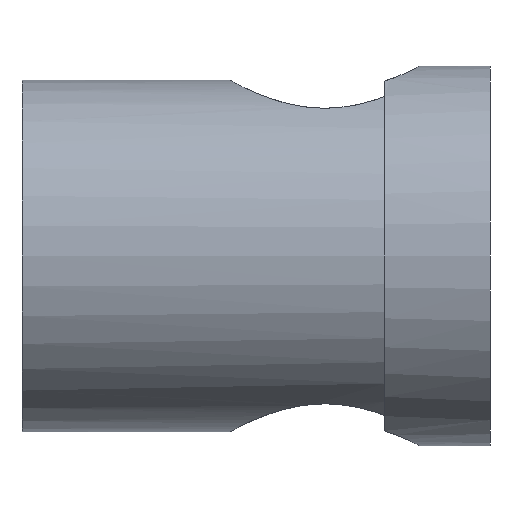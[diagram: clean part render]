
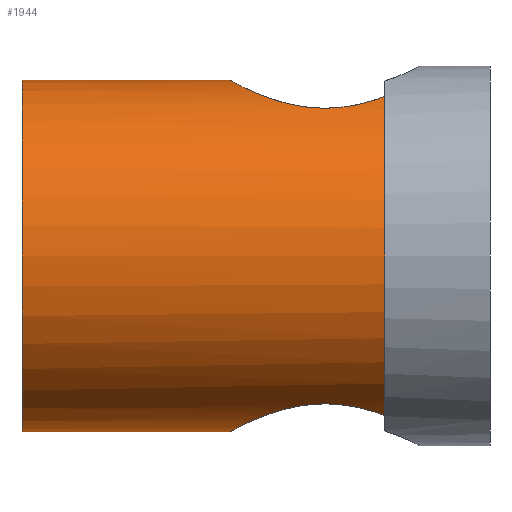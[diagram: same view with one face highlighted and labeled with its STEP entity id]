
A CAD part, left-side view. The second image highlights one B-rep face of the part: STEP entity #1944.
In plain terms, the highlighted cylindrical face has radius 25 mm (diameter 50 mm), a full revolution.
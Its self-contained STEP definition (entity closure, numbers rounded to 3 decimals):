
#83=CIRCLE('',#2098,25.);
#84=CIRCLE('',#2099,25.);
#87=CIRCLE('',#2104,25.);
#88=CIRCLE('',#2106,25.);
#89=CIRCLE('',#2107,25.);
#173=FACE_OUTER_BOUND('',#279,.T.);
#279=EDGE_LOOP('',(#1443,#1444,#1445,#1446,#1447,#1448,#1449,#1450,#1451,
#1452,#1453,#1454));
#442=B_SPLINE_CURVE_WITH_KNOTS('',3,(#4502,#4503,#4504,#4505,#4506,#4507,
#4508,#4509,#4510,#4511,#4512,#4513,#4514,#4515,#4516,#4517,#4518,#4519,
#4520,#4521,#4522,#4523,#4524,#4525,#4526,#4527,#4528,#4529,#4530,#4531,
#4532,#4533),.UNSPECIFIED.,.F.,.F.,(4,2,2,2,2,2,2,2,2,2,2,2,2,2,2,4),(3.268,
3.646,3.907,4.168,4.429,4.69,
5.212,5.732,5.992,6.252,6.512,
6.772,7.292,7.814,8.075,8.336),
 .UNSPECIFIED.);
#443=B_SPLINE_CURVE_WITH_KNOTS('',3,(#4534,#4535,#4536,#4537,#4538,#4539,
#4540,#4541),.UNSPECIFIED.,.F.,.F.,(4,2,2,4),(0.,0.261,0.522,
0.9),.UNSPECIFIED.);
#444=B_SPLINE_CURVE_WITH_KNOTS('',3,(#4543,#4544,#4545,#4546,#4547,#4548,
#4549,#4550),.UNSPECIFIED.,.F.,.F.,(4,2,2,4),(7.436,7.814,
8.075,8.336),.UNSPECIFIED.);
#445=B_SPLINE_CURVE_WITH_KNOTS('',3,(#4552,#4553,#4554,#4555,#4556,#4557,
#4558,#4559,#4560,#4561,#4562,#4563,#4564,#4565),.UNSPECIFIED.,.F.,.F.,
(4,2,2,2,2,2,4),(8.336,8.597,8.858,9.38,
9.9,10.16,10.42),.UNSPECIFIED.);
#446=B_SPLINE_CURVE_WITH_KNOTS('',3,(#4566,#4567,#4568,#4569,#4570,#4571,
#4572,#4573,#4574,#4575,#4576,#4577,#4578,#4579,#4580,#4581,#4582,#4583,
#4584,#4585),.UNSPECIFIED.,.F.,.F.,(4,2,2,2,2,2,2,2,2,4),(2.084,
2.344,2.604,3.124,3.646,3.907,
4.168,4.429,4.69,5.068),
 .UNSPECIFIED.);
#576=LINE('',#4500,#651);
#651=VECTOR('',#2445,25.);
#827=VERTEX_POINT('',#4431);
#831=VERTEX_POINT('',#4438);
#832=VERTEX_POINT('',#4440);
#837=VERTEX_POINT('',#4490);
#838=VERTEX_POINT('',#4492);
#839=VERTEX_POINT('',#4496);
#840=VERTEX_POINT('',#4497);
#841=VERTEX_POINT('',#4501);
#842=VERTEX_POINT('',#4542);
#843=VERTEX_POINT('',#4551);
#1074=EDGE_CURVE('',#832,#831,#83,.T.);
#1075=EDGE_CURVE('',#827,#832,#84,.T.);
#1083=EDGE_CURVE('',#838,#837,#87,.T.);
#1085=EDGE_CURVE('',#839,#840,#88,.T.);
#1086=EDGE_CURVE('',#840,#839,#89,.T.);
#1087=EDGE_CURVE('',#840,#832,#576,.T.);
#1088=EDGE_CURVE('',#831,#841,#442,.T.);
#1089=EDGE_CURVE('',#841,#838,#443,.T.);
#1090=EDGE_CURVE('',#837,#842,#444,.T.);
#1091=EDGE_CURVE('',#842,#843,#445,.T.);
#1092=EDGE_CURVE('',#843,#827,#446,.T.);
#1443=ORIENTED_EDGE('',*,*,#1085,.F.);
#1444=ORIENTED_EDGE('',*,*,#1086,.F.);
#1445=ORIENTED_EDGE('',*,*,#1087,.T.);
#1446=ORIENTED_EDGE('',*,*,#1074,.T.);
#1447=ORIENTED_EDGE('',*,*,#1088,.T.);
#1448=ORIENTED_EDGE('',*,*,#1089,.T.);
#1449=ORIENTED_EDGE('',*,*,#1083,.T.);
#1450=ORIENTED_EDGE('',*,*,#1090,.T.);
#1451=ORIENTED_EDGE('',*,*,#1091,.T.);
#1452=ORIENTED_EDGE('',*,*,#1092,.T.);
#1453=ORIENTED_EDGE('',*,*,#1075,.T.);
#1454=ORIENTED_EDGE('',*,*,#1087,.F.);
#1859=CYLINDRICAL_SURFACE('',#2105,25.);
#1944=ADVANCED_FACE('',(#173),#1859,.T.);
#2098=AXIS2_PLACEMENT_3D('',#4441,#2422,#2423);
#2099=AXIS2_PLACEMENT_3D('',#4442,#2424,#2425);
#2104=AXIS2_PLACEMENT_3D('',#4493,#2436,#2437);
#2105=AXIS2_PLACEMENT_3D('',#4495,#2439,#2440);
#2106=AXIS2_PLACEMENT_3D('',#4498,#2441,#2442);
#2107=AXIS2_PLACEMENT_3D('',#4499,#2443,#2444);
#2422=DIRECTION('center_axis',(0.,1.,0.));
#2423=DIRECTION('ref_axis',(1.,0.,0.));
#2424=DIRECTION('center_axis',(0.,1.,0.));
#2425=DIRECTION('ref_axis',(1.,0.,0.));
#2436=DIRECTION('center_axis',(0.,1.,0.));
#2437=DIRECTION('ref_axis',(1.,0.,0.));
#2439=DIRECTION('center_axis',(0.,1.,0.));
#2440=DIRECTION('ref_axis',(1.,0.,0.));
#2441=DIRECTION('center_axis',(0.,1.,0.));
#2442=DIRECTION('ref_axis',(-1.,0.,0.));
#2443=DIRECTION('center_axis',(0.,1.,0.));
#2444=DIRECTION('ref_axis',(-1.,0.,0.));
#2445=DIRECTION('',(0.,-1.,0.));
#4431=CARTESIAN_POINT('',(14.512,15.,2.306));
#4438=CARTESIAN_POINT('',(14.512,15.,47.694));
#4440=CARTESIAN_POINT('',(0.,15.,25.));
#4441=CARTESIAN_POINT('Origin',(25.,15.,25.));
#4442=CARTESIAN_POINT('Origin',(25.,15.,25.));
#4490=CARTESIAN_POINT('',(35.488,15.,2.306));
#4492=CARTESIAN_POINT('',(35.488,15.,47.694));
#4493=CARTESIAN_POINT('Origin',(25.,15.,25.));
#4495=CARTESIAN_POINT('Origin',(25.,0.,25.));
#4496=CARTESIAN_POINT('',(50.,66.6,25.));
#4497=CARTESIAN_POINT('',(0.,66.6,25.));
#4498=CARTESIAN_POINT('Origin',(25.,66.6,25.));
#4499=CARTESIAN_POINT('Origin',(25.,66.6,25.));
#4500=CARTESIAN_POINT('',(0.,0.,25.));
#4501=CARTESIAN_POINT('',(38.5,23.5,46.042));
#4502=CARTESIAN_POINT('Ctrl Pts',(14.512,15.,47.694));
#4503=CARTESIAN_POINT('Ctrl Pts',(13.726,15.97,47.33));
#4504=CARTESIAN_POINT('Ctrl Pts',(13.051,17.085,46.967));
#4505=CARTESIAN_POINT('Ctrl Pts',(12.202,19.111,46.48));
#4506=CARTESIAN_POINT('Ctrl Pts',(11.936,19.979,46.316));
#4507=CARTESIAN_POINT('Ctrl Pts',(11.585,21.738,46.097));
#4508=CARTESIAN_POINT('Ctrl Pts',(11.5,22.63,46.042));
#4509=CARTESIAN_POINT('Ctrl Pts',(11.5,24.37,46.042));
#4510=CARTESIAN_POINT('Ctrl Pts',(11.585,25.262,46.097));
#4511=CARTESIAN_POINT('Ctrl Pts',(11.936,27.021,46.316));
#4512=CARTESIAN_POINT('Ctrl Pts',(12.202,27.889,46.48));
#4513=CARTESIAN_POINT('Ctrl Pts',(13.242,30.372,47.077));
#4514=CARTESIAN_POINT('Ctrl Pts',(14.273,31.865,47.618));
#4515=CARTESIAN_POINT('Ctrl Pts',(16.63,34.222,48.592));
#4516=CARTESIAN_POINT('Ctrl Pts',(18.125,35.256,49.096));
#4517=CARTESIAN_POINT('Ctrl Pts',(20.613,36.299,49.627));
#4518=CARTESIAN_POINT('Ctrl Pts',(21.482,36.565,49.767));
#4519=CARTESIAN_POINT('Ctrl Pts',(23.243,36.915,49.954));
#4520=CARTESIAN_POINT('Ctrl Pts',(24.133,37.,50.));
#4521=CARTESIAN_POINT('Ctrl Pts',(25.867,37.,50.));
#4522=CARTESIAN_POINT('Ctrl Pts',(26.757,36.915,49.954));
#4523=CARTESIAN_POINT('Ctrl Pts',(28.518,36.565,49.767));
#4524=CARTESIAN_POINT('Ctrl Pts',(29.387,36.299,49.627));
#4525=CARTESIAN_POINT('Ctrl Pts',(31.875,35.256,49.096));
#4526=CARTESIAN_POINT('Ctrl Pts',(33.37,34.222,48.592));
#4527=CARTESIAN_POINT('Ctrl Pts',(35.727,31.865,47.618));
#4528=CARTESIAN_POINT('Ctrl Pts',(36.758,30.372,47.077));
#4529=CARTESIAN_POINT('Ctrl Pts',(37.798,27.889,46.48));
#4530=CARTESIAN_POINT('Ctrl Pts',(38.064,27.021,46.316));
#4531=CARTESIAN_POINT('Ctrl Pts',(38.415,25.262,46.097));
#4532=CARTESIAN_POINT('Ctrl Pts',(38.5,24.37,46.042));
#4533=CARTESIAN_POINT('Ctrl Pts',(38.5,23.5,46.042));
#4534=CARTESIAN_POINT('Ctrl Pts',(38.5,23.5,46.042));
#4535=CARTESIAN_POINT('Ctrl Pts',(38.5,22.63,46.042));
#4536=CARTESIAN_POINT('Ctrl Pts',(38.415,21.738,46.097));
#4537=CARTESIAN_POINT('Ctrl Pts',(38.064,19.979,46.316));
#4538=CARTESIAN_POINT('Ctrl Pts',(37.798,19.111,46.48));
#4539=CARTESIAN_POINT('Ctrl Pts',(36.949,17.085,46.967));
#4540=CARTESIAN_POINT('Ctrl Pts',(36.274,15.97,47.33));
#4541=CARTESIAN_POINT('Ctrl Pts',(35.488,15.,47.694));
#4542=CARTESIAN_POINT('',(38.5,23.5,3.958));
#4543=CARTESIAN_POINT('Ctrl Pts',(35.488,15.,2.306));
#4544=CARTESIAN_POINT('Ctrl Pts',(36.274,15.97,2.67));
#4545=CARTESIAN_POINT('Ctrl Pts',(36.949,17.085,3.033));
#4546=CARTESIAN_POINT('Ctrl Pts',(37.798,19.111,3.52));
#4547=CARTESIAN_POINT('Ctrl Pts',(38.064,19.979,3.684));
#4548=CARTESIAN_POINT('Ctrl Pts',(38.415,21.738,3.903));
#4549=CARTESIAN_POINT('Ctrl Pts',(38.5,22.63,3.958));
#4550=CARTESIAN_POINT('Ctrl Pts',(38.5,23.5,3.958));
#4551=CARTESIAN_POINT('',(25.,37.,0.));
#4552=CARTESIAN_POINT('Ctrl Pts',(38.5,23.5,3.958));
#4553=CARTESIAN_POINT('Ctrl Pts',(38.5,24.37,3.958));
#4554=CARTESIAN_POINT('Ctrl Pts',(38.415,25.262,3.903));
#4555=CARTESIAN_POINT('Ctrl Pts',(38.064,27.021,3.684));
#4556=CARTESIAN_POINT('Ctrl Pts',(37.798,27.889,3.52));
#4557=CARTESIAN_POINT('Ctrl Pts',(36.758,30.372,2.923));
#4558=CARTESIAN_POINT('Ctrl Pts',(35.727,31.865,2.382));
#4559=CARTESIAN_POINT('Ctrl Pts',(33.37,34.222,1.408));
#4560=CARTESIAN_POINT('Ctrl Pts',(31.875,35.256,0.904));
#4561=CARTESIAN_POINT('Ctrl Pts',(29.387,36.299,0.373));
#4562=CARTESIAN_POINT('Ctrl Pts',(28.518,36.565,0.233));
#4563=CARTESIAN_POINT('Ctrl Pts',(26.757,36.915,0.046));
#4564=CARTESIAN_POINT('Ctrl Pts',(25.867,37.,0.));
#4565=CARTESIAN_POINT('Ctrl Pts',(25.,37.,0.));
#4566=CARTESIAN_POINT('Ctrl Pts',(25.,37.,0.));
#4567=CARTESIAN_POINT('Ctrl Pts',(24.133,37.,0.));
#4568=CARTESIAN_POINT('Ctrl Pts',(23.243,36.915,0.046));
#4569=CARTESIAN_POINT('Ctrl Pts',(21.482,36.565,0.233));
#4570=CARTESIAN_POINT('Ctrl Pts',(20.613,36.299,0.373));
#4571=CARTESIAN_POINT('Ctrl Pts',(18.125,35.256,0.904));
#4572=CARTESIAN_POINT('Ctrl Pts',(16.63,34.222,1.408));
#4573=CARTESIAN_POINT('Ctrl Pts',(14.273,31.865,2.382));
#4574=CARTESIAN_POINT('Ctrl Pts',(13.242,30.372,2.923));
#4575=CARTESIAN_POINT('Ctrl Pts',(12.202,27.889,3.52));
#4576=CARTESIAN_POINT('Ctrl Pts',(11.936,27.021,3.684));
#4577=CARTESIAN_POINT('Ctrl Pts',(11.585,25.262,3.903));
#4578=CARTESIAN_POINT('Ctrl Pts',(11.5,24.37,3.958));
#4579=CARTESIAN_POINT('Ctrl Pts',(11.5,22.63,3.958));
#4580=CARTESIAN_POINT('Ctrl Pts',(11.585,21.738,3.903));
#4581=CARTESIAN_POINT('Ctrl Pts',(11.936,19.979,3.684));
#4582=CARTESIAN_POINT('Ctrl Pts',(12.202,19.111,3.52));
#4583=CARTESIAN_POINT('Ctrl Pts',(13.051,17.085,3.033));
#4584=CARTESIAN_POINT('Ctrl Pts',(13.726,15.97,2.67));
#4585=CARTESIAN_POINT('Ctrl Pts',(14.512,15.,2.306));
